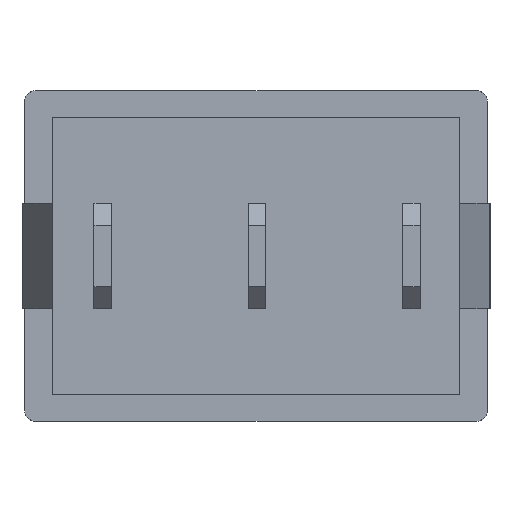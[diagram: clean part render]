
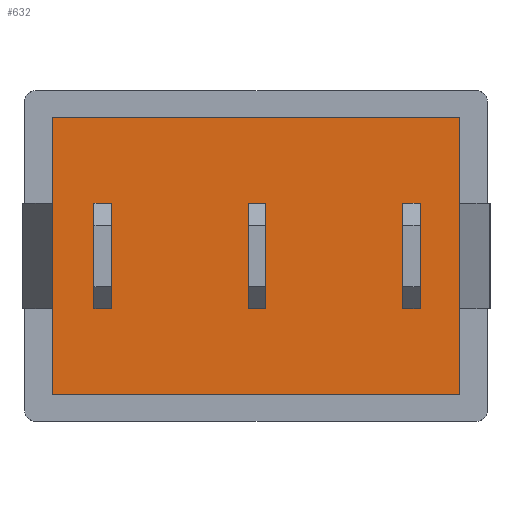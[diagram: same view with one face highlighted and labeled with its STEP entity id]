
A CAD part, left-side view. The second image highlights one B-rep face of the part: STEP entity #632.
In plain terms, the highlighted planar face has unit normal (-1, 0, 0).
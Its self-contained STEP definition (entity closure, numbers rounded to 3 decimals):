
#491=CARTESIAN_POINT('',(-274.603,-48.95,378.857));
#492=DIRECTION('',(1.,-0.,0.));
#493=DIRECTION('',(-0.,-1.,-0.));
#494=AXIS2_PLACEMENT_3D('',#491,#492,#493);
#495=PLANE('',#494);
#496=CARTESIAN_POINT('',(-274.603,177.75,92.757));
#497=VERTEX_POINT('',#496);
#498=CARTESIAN_POINT('',(-274.603,176.95,92.757));
#499=VERTEX_POINT('',#498);
#500=CARTESIAN_POINT('',(-274.603,177.75,92.757));
#501=DIRECTION('',(-0.,-1.,-0.));
#502=VECTOR('',#501,0.8);
#503=LINE('',#500,#502);
#504=EDGE_CURVE('',#497,#499,#503,.T.);
#505=ORIENTED_EDGE('',*,*,#504,.F.);
#506=CARTESIAN_POINT('',(-274.603,177.75,97.557));
#507=VERTEX_POINT('',#506);
#508=CARTESIAN_POINT('',(-274.603,177.75,92.757));
#509=DIRECTION('',(-0.,-0.,1.));
#510=VECTOR('',#509,4.8);
#511=LINE('',#508,#510);
#512=EDGE_CURVE('',#497,#507,#511,.T.);
#513=ORIENTED_EDGE('',*,*,#512,.T.);
#514=CARTESIAN_POINT('',(-274.603,176.95,97.557));
#515=VERTEX_POINT('',#514);
#516=CARTESIAN_POINT('',(-274.603,177.75,97.557));
#517=DIRECTION('',(-0.,-1.,-0.));
#518=VECTOR('',#517,0.8);
#519=LINE('',#516,#518);
#520=EDGE_CURVE('',#507,#515,#519,.T.);
#521=ORIENTED_EDGE('',*,*,#520,.T.);
#522=CARTESIAN_POINT('',(-274.603,176.95,92.757));
#523=DIRECTION('',(-0.,-0.,1.));
#524=VECTOR('',#523,4.8);
#525=LINE('',#522,#524);
#526=EDGE_CURVE('',#499,#515,#525,.T.);
#527=ORIENTED_EDGE('',*,*,#526,.F.);
#528=EDGE_LOOP('',(#505,#513,#521,#527));
#529=FACE_BOUND('',#528,.T.);
#530=CARTESIAN_POINT('',(-274.603,170.75,92.757));
#531=VERTEX_POINT('',#530);
#532=CARTESIAN_POINT('',(-274.603,169.95,92.757));
#533=VERTEX_POINT('',#532);
#534=CARTESIAN_POINT('',(-274.603,170.75,92.757));
#535=DIRECTION('',(-0.,-1.,-0.));
#536=VECTOR('',#535,0.8);
#537=LINE('',#534,#536);
#538=EDGE_CURVE('',#531,#533,#537,.T.);
#539=ORIENTED_EDGE('',*,*,#538,.F.);
#540=CARTESIAN_POINT('',(-274.603,170.75,97.557));
#541=VERTEX_POINT('',#540);
#542=CARTESIAN_POINT('',(-274.603,170.75,92.757));
#543=DIRECTION('',(-0.,-0.,1.));
#544=VECTOR('',#543,4.8);
#545=LINE('',#542,#544);
#546=EDGE_CURVE('',#531,#541,#545,.T.);
#547=ORIENTED_EDGE('',*,*,#546,.T.);
#548=CARTESIAN_POINT('',(-274.603,169.95,97.557));
#549=VERTEX_POINT('',#548);
#550=CARTESIAN_POINT('',(-274.603,170.75,97.557));
#551=DIRECTION('',(-0.,-1.,-0.));
#552=VECTOR('',#551,0.8);
#553=LINE('',#550,#552);
#554=EDGE_CURVE('',#541,#549,#553,.T.);
#555=ORIENTED_EDGE('',*,*,#554,.T.);
#556=CARTESIAN_POINT('',(-274.603,169.95,92.757));
#557=DIRECTION('',(-0.,-0.,1.));
#558=VECTOR('',#557,4.8);
#559=LINE('',#556,#558);
#560=EDGE_CURVE('',#533,#549,#559,.T.);
#561=ORIENTED_EDGE('',*,*,#560,.F.);
#562=EDGE_LOOP('',(#539,#547,#555,#561));
#563=FACE_BOUND('',#562,.T.);
#564=CARTESIAN_POINT('',(-274.603,161.15,88.857));
#565=VERTEX_POINT('',#564);
#566=CARTESIAN_POINT('',(-274.603,161.15,101.457));
#567=VERTEX_POINT('',#566);
#568=CARTESIAN_POINT('',(-274.603,161.15,88.857));
#569=DIRECTION('',(-0.,-0.,1.));
#570=VECTOR('',#569,12.6);
#571=LINE('',#568,#570);
#572=EDGE_CURVE('',#565,#567,#571,.T.);
#573=ORIENTED_EDGE('',*,*,#572,.T.);
#574=CARTESIAN_POINT('',(-274.603,179.65,101.457));
#575=VERTEX_POINT('',#574);
#576=CARTESIAN_POINT('',(-274.603,161.15,101.457));
#577=DIRECTION('',(0.,1.,0.));
#578=VECTOR('',#577,18.5);
#579=LINE('',#576,#578);
#580=EDGE_CURVE('',#567,#575,#579,.T.);
#581=ORIENTED_EDGE('',*,*,#580,.T.);
#582=CARTESIAN_POINT('',(-274.603,179.65,88.857));
#583=VERTEX_POINT('',#582);
#584=CARTESIAN_POINT('',(-274.603,179.65,101.457));
#585=DIRECTION('',(0.,0.,-1.));
#586=VECTOR('',#585,12.6);
#587=LINE('',#584,#586);
#588=EDGE_CURVE('',#575,#583,#587,.T.);
#589=ORIENTED_EDGE('',*,*,#588,.T.);
#590=CARTESIAN_POINT('',(-274.603,179.65,88.857));
#591=DIRECTION('',(-0.,-1.,-0.));
#592=VECTOR('',#591,18.5);
#593=LINE('',#590,#592);
#594=EDGE_CURVE('',#583,#565,#593,.T.);
#595=ORIENTED_EDGE('',*,*,#594,.T.);
#596=EDGE_LOOP('',(#573,#581,#589,#595));
#597=FACE_BOUND('',#596,.T.);
#598=CARTESIAN_POINT('',(-274.603,162.95,92.757));
#599=VERTEX_POINT('',#598);
#600=CARTESIAN_POINT('',(-274.603,162.95,97.557));
#601=VERTEX_POINT('',#600);
#602=CARTESIAN_POINT('',(-274.603,162.95,92.757));
#603=DIRECTION('',(-0.,-0.,1.));
#604=VECTOR('',#603,4.8);
#605=LINE('',#602,#604);
#606=EDGE_CURVE('',#599,#601,#605,.T.);
#607=ORIENTED_EDGE('',*,*,#606,.F.);
#608=CARTESIAN_POINT('',(-274.603,163.75,92.757));
#609=VERTEX_POINT('',#608);
#610=CARTESIAN_POINT('',(-274.603,163.75,92.757));
#611=DIRECTION('',(-0.,-1.,-0.));
#612=VECTOR('',#611,0.8);
#613=LINE('',#610,#612);
#614=EDGE_CURVE('',#609,#599,#613,.T.);
#615=ORIENTED_EDGE('',*,*,#614,.F.);
#616=CARTESIAN_POINT('',(-274.603,163.75,97.557));
#617=VERTEX_POINT('',#616);
#618=CARTESIAN_POINT('',(-274.603,163.75,92.757));
#619=DIRECTION('',(-0.,-0.,1.));
#620=VECTOR('',#619,4.8);
#621=LINE('',#618,#620);
#622=EDGE_CURVE('',#609,#617,#621,.T.);
#623=ORIENTED_EDGE('',*,*,#622,.T.);
#624=CARTESIAN_POINT('',(-274.603,163.75,97.557));
#625=DIRECTION('',(-0.,-1.,-0.));
#626=VECTOR('',#625,0.8);
#627=LINE('',#624,#626);
#628=EDGE_CURVE('',#617,#601,#627,.T.);
#629=ORIENTED_EDGE('',*,*,#628,.T.);
#630=EDGE_LOOP('',(#607,#615,#623,#629));
#631=FACE_BOUND('',#630,.T.);
#632=ADVANCED_FACE('',(#529,#563,#597,#631),#495,.F.);
